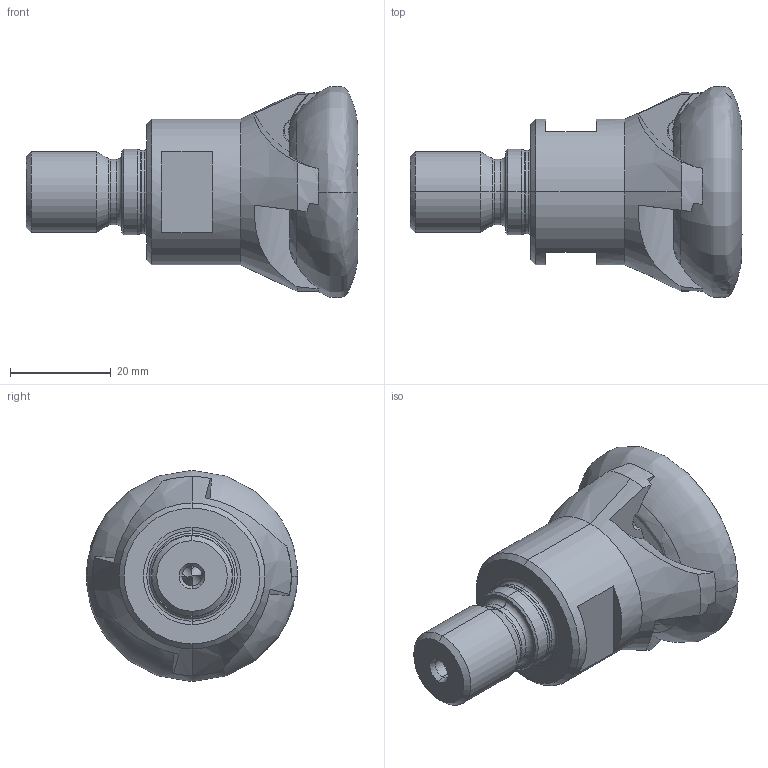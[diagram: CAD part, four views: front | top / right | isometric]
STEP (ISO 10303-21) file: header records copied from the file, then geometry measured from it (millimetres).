
FILE_DESCRIPTION (( 'STEP AP214' ), '1' );
FILE_NAME ('ESF-042-M16-545-4.STEP', '2016-06-22T13:41:13', ( '' ), ( '' ), 'SwSTEP 2.0', 'SolidWorks 2016', '' );
FILE_SCHEMA (( 'AUTOMOTIVE_DESIGN' ));
Length unit declared in the file: millimetre
Products named in the file (1): ESF-042-M16-545-4
Bounding box: 65.97 x 41.94 x 41.94 mm (x, y, z)
Volume: 38012.2 mm3; surface area: 9257.7 mm2
Topology: 1 solids, 1 shells, 151 faces, 394 edges, 252 vertices
Faces by surface type: cylinder 53, plane 50, cone 28, bspline 12, torus 8
Entity records: 6336 total; most frequent: CARTESIAN_POINT 2709, ORIENTED_EDGE 788, DIRECTION 645, EDGE_CURVE 394, AXIS2_PLACEMENT_3D 271, VERTEX_POINT 252, EDGE_LOOP 158, ADVANCED_FACE 151
